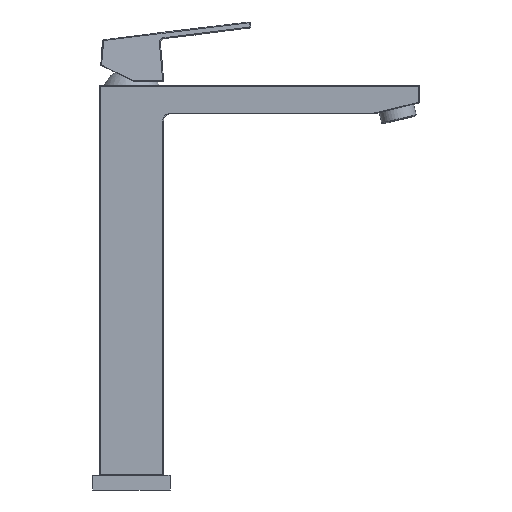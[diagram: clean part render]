
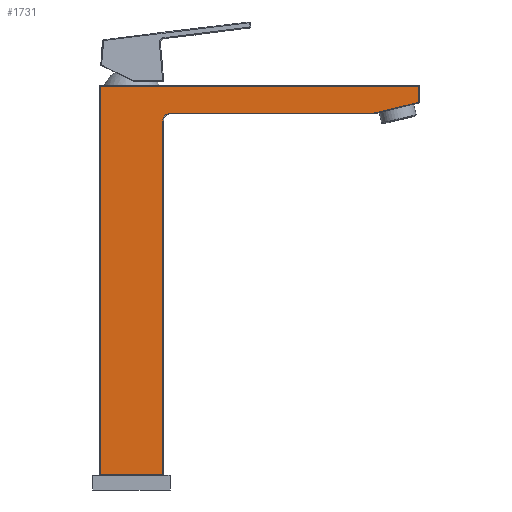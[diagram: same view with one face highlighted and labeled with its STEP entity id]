
A CAD part, front view. The second image highlights one B-rep face of the part: STEP entity #1731.
In plain terms, the highlighted planar face has unit normal (0, -1, 0).
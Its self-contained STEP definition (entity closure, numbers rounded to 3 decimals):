
#253=CIRCLE('',#2465,5.5);
#479=ORIENTED_EDGE('',*,*,#838,.T.);
#480=ORIENTED_EDGE('',*,*,#832,.T.);
#481=ORIENTED_EDGE('',*,*,#834,.T.);
#482=ORIENTED_EDGE('',*,*,#840,.T.);
#483=ORIENTED_EDGE('',*,*,#860,.T.);
#484=ORIENTED_EDGE('',*,*,#884,.T.);
#485=ORIENTED_EDGE('',*,*,#866,.T.);
#486=ORIENTED_EDGE('',*,*,#903,.T.);
#832=EDGE_CURVE('',#1112,#1115,#253,.F.);
#834=EDGE_CURVE('',#1115,#1117,#1301,.T.);
#838=EDGE_CURVE('',#1118,#1112,#1304,.T.);
#840=EDGE_CURVE('',#1117,#1121,#1305,.T.);
#860=EDGE_CURVE('',#1121,#1136,#1315,.T.);
#866=EDGE_CURVE('',#1137,#1140,#1318,.F.);
#884=EDGE_CURVE('',#1136,#1137,#1326,.F.);
#903=EDGE_CURVE('',#1140,#1118,#1339,.T.);
#1112=VERTEX_POINT('',#3046);
#1115=VERTEX_POINT('',#3051);
#1117=VERTEX_POINT('',#3056);
#1118=VERTEX_POINT('',#3061);
#1121=VERTEX_POINT('',#3068);
#1136=VERTEX_POINT('',#3108);
#1137=VERTEX_POINT('',#3114);
#1140=VERTEX_POINT('',#3119);
#1301=LINE('',#3057,#1377);
#1304=LINE('',#3064,#1380);
#1305=LINE('',#3069,#1381);
#1315=LINE('',#3109,#1391);
#1318=LINE('',#3120,#1394);
#1326=LINE('',#3151,#1402);
#1339=LINE('',#3185,#1415);
#1377=VECTOR('',#2668,1000.);
#1380=VECTOR('',#2675,1000.);
#1381=VECTOR('',#2680,1000.);
#1391=VECTOR('',#2720,1000.);
#1394=VECTOR('',#2731,1000.);
#1402=VECTOR('',#2769,1000.);
#1415=VECTOR('',#2814,1000.);
#1482=EDGE_LOOP('',(#479,#480,#481,#482,#483,#484,#485,#486));
#1591=FACE_BOUND('',#1482,.T.);
#1683=PLANE('',#2521);
#1731=ADVANCED_FACE('',(#1591),#1683,.T.);
#2465=AXIS2_PLACEMENT_3D('',#3052,#2662,#2663);
#2521=AXIS2_PLACEMENT_3D('',#3184,#2812,#2813);
#2662=DIRECTION('',(0.,-1.,0.));
#2663=DIRECTION('',(0.,0.,-1.));
#2668=DIRECTION('',(1.,0.,0.));
#2675=DIRECTION('',(0.,0.,1.));
#2680=DIRECTION('',(0.972,0.,0.233));
#2720=DIRECTION('',(0.,0.,1.));
#2731=DIRECTION('',(0.,0.,1.));
#2769=DIRECTION('',(1.,0.,0.));
#2812=DIRECTION('',(0.,-1.,0.));
#2813=DIRECTION('',(0.,0.,-1.));
#2814=DIRECTION('',(1.,0.,0.));
#3046=CARTESIAN_POINT('',(21.,-21.5,80.));
#3051=CARTESIAN_POINT('',(26.5,-21.5,85.5));
#3052=CARTESIAN_POINT('',(26.5,-21.5,80.));
#3056=CARTESIAN_POINT('',(163.059,-21.5,85.5));
#3057=CARTESIAN_POINT('',(163.118,-21.5,85.5));
#3061=CARTESIAN_POINT('',(21.,-21.5,-157.5));
#3064=CARTESIAN_POINT('',(21.,-21.5,-158.));
#3068=CARTESIAN_POINT('',(192.983,-21.5,92.684));
#3069=CARTESIAN_POINT('',(193.366,-21.5,92.776));
#3108=CARTESIAN_POINT('',(192.983,-21.5,103.5));
#3109=CARTESIAN_POINT('',(192.983,-21.5,104.));
#3114=CARTESIAN_POINT('',(-21.,-21.5,103.5));
#3119=CARTESIAN_POINT('',(-21.,-21.5,-157.5));
#3120=CARTESIAN_POINT('',(-21.,-21.5,-158.));
#3151=CARTESIAN_POINT('',(-21.5,-21.5,103.5));
#3184=CARTESIAN_POINT('',(-21.5,-21.5,-158.));
#3185=CARTESIAN_POINT('',(21.5,-21.5,-157.5));
